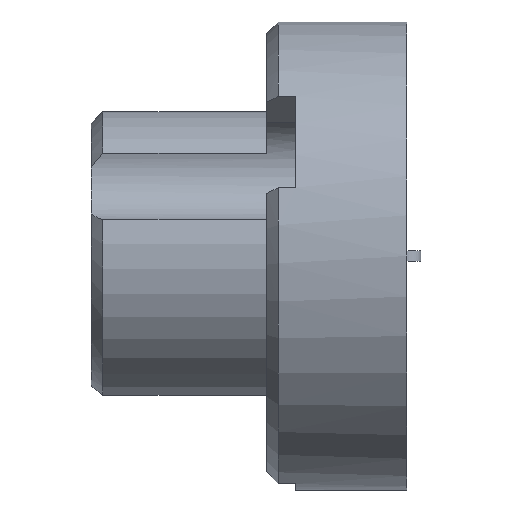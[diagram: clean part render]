
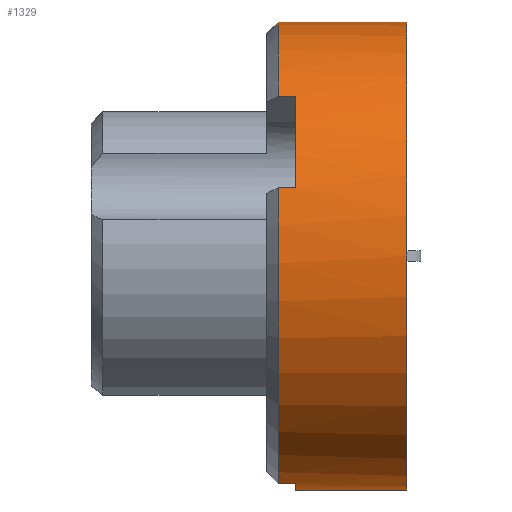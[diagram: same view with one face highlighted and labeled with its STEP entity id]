
A CAD part, left-side view. The second image highlights one B-rep face of the part: STEP entity #1329.
In plain terms, the highlighted cylindrical face has radius 20 mm (diameter 40 mm), a partial arc.
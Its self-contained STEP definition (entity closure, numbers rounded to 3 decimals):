
#3 = VECTOR ( 'NONE', #1068, 1000. ) ;
#49 = CARTESIAN_POINT ( 'NONE',  ( 0., -2.5, 20. ) ) ;
#96 = CARTESIAN_POINT ( 'NONE',  ( -19.126, -4., 5.846 ) ) ;
#125 = CIRCLE ( 'NONE', #1348, 20. ) ;
#129 = CIRCLE ( 'NONE', #552, 20. ) ;
#130 = EDGE_CURVE ( 'NONE', #1053, #965, #906, .T. ) ;
#135 = VERTEX_POINT ( 'NONE', #1271 ) ;
#153 = LINE ( 'NONE', #1715, #1673 ) ;
#173 = EDGE_CURVE ( 'NONE', #135, #1093, #125, .T. ) ;
#192 = EDGE_CURVE ( 'NONE', #1053, #1076, #457, .T. ) ;
#218 = LINE ( 'NONE', #1366, #372 ) ;
#230 = EDGE_LOOP ( 'NONE', ( #752, #1553, #1030, #1538, #446, #917, #1556, #586, #1769, #1710 ) ) ;
#253 = DIRECTION ( 'NONE',  ( 0., -1., 0. ) ) ;
#260 = CARTESIAN_POINT ( 'NONE',  ( 0., -2.5, 0. ) ) ;
#275 = CARTESIAN_POINT ( 'NONE',  ( 0., -4., -20. ) ) ;
#281 = AXIS2_PLACEMENT_3D ( 'NONE', #434, #1253, #837 ) ;
#341 = DIRECTION ( 'NONE',  ( 0., 1., 0. ) ) ;
#372 = VECTOR ( 'NONE', #409, 1000. ) ;
#392 = EDGE_CURVE ( 'NONE', #630, #1093, #153, .T. ) ;
#400 = DIRECTION ( 'NONE',  ( 0., 0., 1. ) ) ;
#409 = DIRECTION ( 'NONE',  ( 0., -1., 0. ) ) ;
#434 = CARTESIAN_POINT ( 'NONE',  ( 0., 825.942, 0. ) ) ;
#441 = DIRECTION ( 'NONE',  ( 0., 1., 0. ) ) ;
#446 = ORIENTED_EDGE ( 'NONE', *, *, #1546, .F. ) ;
#453 = CYLINDRICAL_SURFACE ( 'NONE', #281, 20. ) ;
#457 = CIRCLE ( 'NONE', #1613, 20. ) ;
#515 = EDGE_CURVE ( 'NONE', #1191, #1724, #129, .T. ) ;
#552 = AXIS2_PLACEMENT_3D ( 'NONE', #1595, #786, #1737 ) ;
#559 = VERTEX_POINT ( 'NONE', #49 ) ;
#586 = ORIENTED_EDGE ( 'NONE', *, *, #173, .T. ) ;
#605 = VECTOR ( 'NONE', #713, 1000. ) ;
#606 = DIRECTION ( 'NONE',  ( 0., 0., 1. ) ) ;
#620 = CARTESIAN_POINT ( 'NONE',  ( 0., -2.5, 0. ) ) ;
#630 = VERTEX_POINT ( 'NONE', #1173 ) ;
#713 = DIRECTION ( 'NONE',  ( 0., 1., 0. ) ) ;
#752 = ORIENTED_EDGE ( 'NONE', *, *, #130, .F. ) ;
#786 = DIRECTION ( 'NONE',  ( 0., -1., 0. ) ) ;
#828 = EDGE_CURVE ( 'NONE', #1076, #559, #1389, .T. ) ;
#837 = DIRECTION ( 'NONE',  ( 0., 0., 1. ) ) ;
#865 = CARTESIAN_POINT ( 'NONE',  ( 0., -13.5, 20. ) ) ;
#906 = LINE ( 'NONE', #1542, #605 ) ;
#917 = ORIENTED_EDGE ( 'NONE', *, *, #515, .T. ) ;
#965 = VERTEX_POINT ( 'NONE', #275 ) ;
#973 = CARTESIAN_POINT ( 'NONE',  ( -14.626, -2.5, 13.641 ) ) ;
#1030 = ORIENTED_EDGE ( 'NONE', *, *, #828, .T. ) ;
#1035 = CARTESIAN_POINT ( 'NONE',  ( -14.626, -4., 13.641 ) ) ;
#1041 = DIRECTION ( 'NONE',  ( 0., 1., 0. ) ) ;
#1053 = VERTEX_POINT ( 'NONE', #1779 ) ;
#1068 = DIRECTION ( 'NONE',  ( 0., 1., 0. ) ) ;
#1076 = VERTEX_POINT ( 'NONE', #865 ) ;
#1083 = CARTESIAN_POINT ( 'NONE',  ( 0., -4., 0. ) ) ;
#1093 = VERTEX_POINT ( 'NONE', #1419 ) ;
#1173 = CARTESIAN_POINT ( 'NONE',  ( -4.5, -4., -19.487 ) ) ;
#1191 = VERTEX_POINT ( 'NONE', #1035 ) ;
#1214 = DIRECTION ( 'NONE',  ( 0., 0., 1. ) ) ;
#1218 = EDGE_CURVE ( 'NONE', #135, #1724, #218, .T. ) ;
#1231 = DIRECTION ( 'NONE',  ( 0., -1., 0. ) ) ;
#1235 = CARTESIAN_POINT ( 'NONE',  ( 0., 825.942, 20. ) ) ;
#1253 = DIRECTION ( 'NONE',  ( 0., 1., 0. ) ) ;
#1262 = CARTESIAN_POINT ( 'NONE',  ( 0., -13.5, 0. ) ) ;
#1271 = CARTESIAN_POINT ( 'NONE',  ( -19.126, -2.5, 5.846 ) ) ;
#1282 = VERTEX_POINT ( 'NONE', #973 ) ;
#1303 = DIRECTION ( 'NONE',  ( 0., -1., 0. ) ) ;
#1329 = ADVANCED_FACE ( 'NONE', ( #1739 ), #453, .T. ) ;
#1336 = VECTOR ( 'NONE', #341, 1000. ) ;
#1348 = AXIS2_PLACEMENT_3D ( 'NONE', #620, #1303, #606 ) ;
#1366 = CARTESIAN_POINT ( 'NONE',  ( -19.126, 825.942, 5.846 ) ) ;
#1389 = LINE ( 'NONE', #1235, #3 ) ;
#1392 = DIRECTION ( 'NONE',  ( 0., 0., 1. ) ) ;
#1419 = CARTESIAN_POINT ( 'NONE',  ( -4.5, -2.5, -19.487 ) ) ;
#1438 = AXIS2_PLACEMENT_3D ( 'NONE', #260, #1231, #400 ) ;
#1526 = AXIS2_PLACEMENT_3D ( 'NONE', #1083, #253, #1214 ) ;
#1538 = ORIENTED_EDGE ( 'NONE', *, *, #1755, .T. ) ;
#1542 = CARTESIAN_POINT ( 'NONE',  ( 0., 825.942, -20. ) ) ;
#1546 = EDGE_CURVE ( 'NONE', #1191, #1282, #1691, .T. ) ;
#1553 = ORIENTED_EDGE ( 'NONE', *, *, #192, .T. ) ;
#1556 = ORIENTED_EDGE ( 'NONE', *, *, #1218, .F. ) ;
#1569 = CARTESIAN_POINT ( 'NONE',  ( -14.626, 825.942, 13.641 ) ) ;
#1595 = CARTESIAN_POINT ( 'NONE',  ( 0., -4., 0. ) ) ;
#1613 = AXIS2_PLACEMENT_3D ( 'NONE', #1262, #441, #1392 ) ;
#1673 = VECTOR ( 'NONE', #1041, 1000. ) ;
#1691 = LINE ( 'NONE', #1569, #1336 ) ;
#1710 = ORIENTED_EDGE ( 'NONE', *, *, #1741, .T. ) ;
#1713 = CIRCLE ( 'NONE', #1438, 20. ) ;
#1715 = CARTESIAN_POINT ( 'NONE',  ( -4.5, 825.942, -19.487 ) ) ;
#1724 = VERTEX_POINT ( 'NONE', #96 ) ;
#1737 = DIRECTION ( 'NONE',  ( 0., 0., 1. ) ) ;
#1739 = FACE_OUTER_BOUND ( 'NONE', #230, .T. ) ;
#1741 = EDGE_CURVE ( 'NONE', #630, #965, #1756, .T. ) ;
#1755 = EDGE_CURVE ( 'NONE', #559, #1282, #1713, .T. ) ;
#1756 = CIRCLE ( 'NONE', #1526, 20. ) ;
#1769 = ORIENTED_EDGE ( 'NONE', *, *, #392, .F. ) ;
#1779 = CARTESIAN_POINT ( 'NONE',  ( 0., -13.5, -20. ) ) ;
